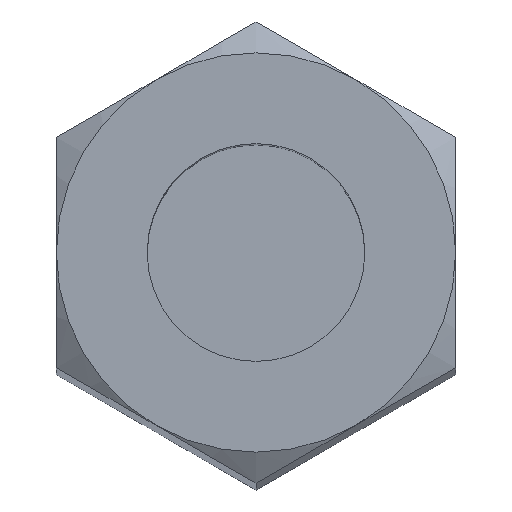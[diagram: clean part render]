
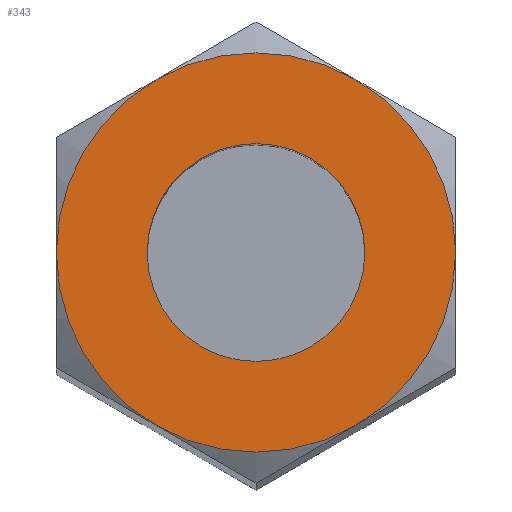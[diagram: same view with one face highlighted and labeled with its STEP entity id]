
A CAD part, top view. The second image highlights one B-rep face of the part: STEP entity #343.
In plain terms, the highlighted planar face has unit normal (0, 0, 1).
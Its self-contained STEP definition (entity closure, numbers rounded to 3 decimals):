
#17=FACE_BOUND('',#94,.T.);
#44=PLANE('',#397);
#68=FACE_OUTER_BOUND('',#93,.T.);
#93=EDGE_LOOP('',(#297,#298,#299,#300,#301,#302));
#94=EDGE_LOOP('',(#303));
#104=CIRCLE('',#379,2.75);
#105=CIRCLE('',#381,2.75);
#106=CIRCLE('',#383,2.75);
#107=CIRCLE('',#385,2.75);
#108=CIRCLE('',#387,2.75);
#109=CIRCLE('',#389,2.75);
#110=CIRCLE('',#392,1.5);
#151=VERTEX_POINT('',#559);
#154=VERTEX_POINT('',#571);
#156=VERTEX_POINT('',#581);
#158=VERTEX_POINT('',#591);
#159=VERTEX_POINT('',#599);
#160=VERTEX_POINT('',#611);
#162=VERTEX_POINT('',#628);
#198=EDGE_CURVE('',#158,#159,#104,.T.);
#199=EDGE_CURVE('',#156,#158,#105,.T.);
#200=EDGE_CURVE('',#154,#156,#106,.T.);
#201=EDGE_CURVE('',#151,#154,#107,.T.);
#202=EDGE_CURVE('',#160,#151,#108,.T.);
#205=EDGE_CURVE('',#159,#160,#109,.T.);
#208=EDGE_CURVE('',#162,#162,#110,.T.);
#297=ORIENTED_EDGE('',*,*,#205,.T.);
#298=ORIENTED_EDGE('',*,*,#202,.T.);
#299=ORIENTED_EDGE('',*,*,#201,.T.);
#300=ORIENTED_EDGE('',*,*,#200,.T.);
#301=ORIENTED_EDGE('',*,*,#199,.T.);
#302=ORIENTED_EDGE('',*,*,#198,.T.);
#303=ORIENTED_EDGE('',*,*,#208,.T.);
#343=ADVANCED_FACE('',(#68,#17),#44,.T.);
#379=AXIS2_PLACEMENT_3D('',#603,#444,#445);
#381=AXIS2_PLACEMENT_3D('',#605,#448,#449);
#383=AXIS2_PLACEMENT_3D('',#607,#452,#453);
#385=AXIS2_PLACEMENT_3D('',#609,#456,#457);
#387=AXIS2_PLACEMENT_3D('',#612,#460,#461);
#389=AXIS2_PLACEMENT_3D('',#621,#464,#465);
#392=AXIS2_PLACEMENT_3D('',#629,#471,#472);
#397=AXIS2_PLACEMENT_3D('',#636,#482,#483);
#444=DIRECTION('center_axis',(0.,0.,1.));
#445=DIRECTION('ref_axis',(0.,1.,0.));
#448=DIRECTION('center_axis',(0.,0.,1.));
#449=DIRECTION('ref_axis',(0.,1.,0.));
#452=DIRECTION('center_axis',(0.,0.,1.));
#453=DIRECTION('ref_axis',(0.,1.,0.));
#456=DIRECTION('center_axis',(0.,0.,1.));
#457=DIRECTION('ref_axis',(0.,1.,0.));
#460=DIRECTION('center_axis',(0.,0.,1.));
#461=DIRECTION('ref_axis',(0.,1.,0.));
#464=DIRECTION('center_axis',(0.,0.,1.));
#465=DIRECTION('ref_axis',(0.,1.,0.));
#471=DIRECTION('center_axis',(0.,0.,-1.));
#472=DIRECTION('ref_axis',(1.,0.,0.));
#482=DIRECTION('center_axis',(0.,0.,1.));
#483=DIRECTION('ref_axis',(1.,0.,0.));
#559=CARTESIAN_POINT('',(1.375,2.382,27.5));
#571=CARTESIAN_POINT('',(-1.375,2.382,27.5));
#581=CARTESIAN_POINT('',(-2.75,0.,27.5));
#591=CARTESIAN_POINT('',(-1.375,-2.382,27.5));
#599=CARTESIAN_POINT('',(1.375,-2.382,27.5));
#603=CARTESIAN_POINT('Origin',(0.,0.,27.5));
#605=CARTESIAN_POINT('Origin',(0.,0.,27.5));
#607=CARTESIAN_POINT('Origin',(0.,0.,27.5));
#609=CARTESIAN_POINT('Origin',(0.,0.,27.5));
#611=CARTESIAN_POINT('',(2.75,0.,27.5));
#612=CARTESIAN_POINT('Origin',(0.,0.,27.5));
#621=CARTESIAN_POINT('Origin',(0.,0.,27.5));
#628=CARTESIAN_POINT('',(-1.5,0.,27.5));
#629=CARTESIAN_POINT('Origin',(0.,0.,27.5));
#636=CARTESIAN_POINT('Origin',(0.,0.,27.5));
